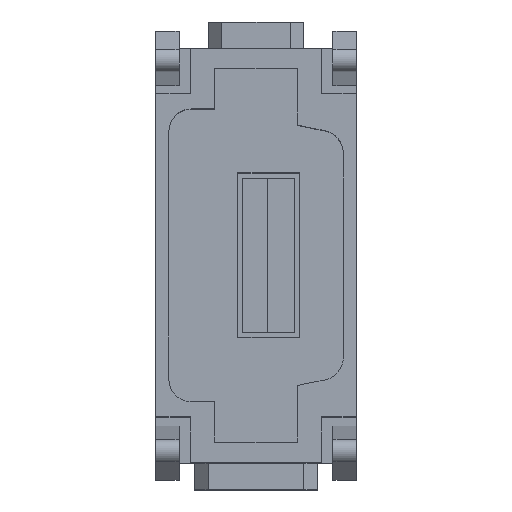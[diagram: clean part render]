
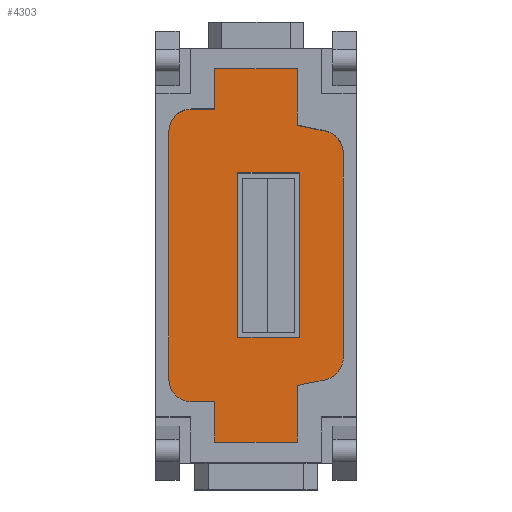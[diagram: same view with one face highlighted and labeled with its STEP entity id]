
A CAD part, top view. The second image highlights one B-rep face of the part: STEP entity #4303.
In plain terms, the highlighted planar face has unit normal (0, 0, 1).
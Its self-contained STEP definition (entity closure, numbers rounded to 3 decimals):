
#4303=ADVANCED_FACE('',(#7664,#7665),#4876,.F.);
#4876=PLANE('',#15313);
#5462=LINE('',#19254,#6614);
#5545=LINE('',#19457,#6697);
#5608=LINE('',#19606,#6760);
#5612=LINE('',#19618,#6764);
#5615=LINE('',#19624,#6767);
#5620=LINE('',#19639,#6772);
#5624=LINE('',#19651,#6776);
#5627=LINE('',#19657,#6779);
#5632=LINE('',#19667,#6784);
#5634=LINE('',#19670,#6786);
#5635=LINE('',#19672,#6787);
#5640=LINE('',#19682,#6792);
#5642=LINE('',#19685,#6794);
#5643=LINE('',#19687,#6795);
#5645=LINE('',#19690,#6797);
#5646=LINE('',#19692,#6798);
#5647=LINE('',#19694,#6799);
#5648=LINE('',#19696,#6800);
#6614=VECTOR('',#16231,1.);
#6697=VECTOR('',#16370,1.);
#6760=VECTOR('',#16505,1.);
#6764=VECTOR('',#16517,1.);
#6767=VECTOR('',#16522,1.);
#6772=VECTOR('',#16535,1.);
#6776=VECTOR('',#16547,1.);
#6779=VECTOR('',#16552,1.);
#6784=VECTOR('',#16559,1.);
#6786=VECTOR('',#16563,1.);
#6787=VECTOR('',#16566,1.);
#6792=VECTOR('',#16573,1.);
#6794=VECTOR('',#16577,1.);
#6795=VECTOR('',#16580,1.);
#6797=VECTOR('',#16584,1.);
#6798=VECTOR('',#16585,1.);
#6799=VECTOR('',#16586,1.);
#6800=VECTOR('',#16587,1.);
#7664=FACE_BOUND('',#7843,.T.);
#7665=FACE_BOUND('',#7844,.T.);
#7843=EDGE_LOOP('',(#8864,#8865,#8866,#8867,#8868,#8869));
#7844=EDGE_LOOP('',(#8870,#8871,#8872,#8873,#8874,#8875,#8876,#8877,#8878,
#8879,#8880,#8881,#8882,#8883,#8884,#8885));
#8864=ORIENTED_EDGE('',*,*,#12928,.F.);
#8865=ORIENTED_EDGE('',*,*,#13044,.F.);
#8866=ORIENTED_EDGE('',*,*,#13045,.F.);
#8867=ORIENTED_EDGE('',*,*,#13046,.F.);
#8868=ORIENTED_EDGE('',*,*,#13047,.F.);
#8869=ORIENTED_EDGE('',*,*,#12825,.F.);
#8870=ORIENTED_EDGE('',*,*,#12997,.F.);
#8871=ORIENTED_EDGE('',*,*,#13001,.F.);
#8872=ORIENTED_EDGE('',*,*,#13004,.T.);
#8873=ORIENTED_EDGE('',*,*,#13007,.T.);
#8874=ORIENTED_EDGE('',*,*,#13041,.T.);
#8875=ORIENTED_EDGE('',*,*,#13039,.F.);
#8876=ORIENTED_EDGE('',*,*,#13034,.T.);
#8877=ORIENTED_EDGE('',*,*,#13010,.T.);
#8878=ORIENTED_EDGE('',*,*,#13014,.T.);
#8879=ORIENTED_EDGE('',*,*,#13017,.F.);
#8880=ORIENTED_EDGE('',*,*,#13020,.T.);
#8881=ORIENTED_EDGE('',*,*,#13023,.T.);
#8882=ORIENTED_EDGE('',*,*,#13033,.T.);
#8883=ORIENTED_EDGE('',*,*,#13031,.F.);
#8884=ORIENTED_EDGE('',*,*,#13026,.F.);
#8885=ORIENTED_EDGE('',*,*,#13042,.T.);
#11750=VERTEX_POINT('',#19255);
#11751=VERTEX_POINT('',#19256);
#11841=VERTEX_POINT('',#19456);
#11886=VERTEX_POINT('',#19595);
#11888=VERTEX_POINT('',#19598);
#11891=VERTEX_POINT('',#19605);
#11893=VERTEX_POINT('',#19611);
#11894=VERTEX_POINT('',#19616);
#11896=VERTEX_POINT('',#19622);
#11898=VERTEX_POINT('',#19625);
#11900=VERTEX_POINT('',#19631);
#11903=VERTEX_POINT('',#19638);
#11904=VERTEX_POINT('',#19643);
#11906=VERTEX_POINT('',#19649);
#11909=VERTEX_POINT('',#19656);
#11910=VERTEX_POINT('',#19658);
#11912=VERTEX_POINT('',#19664);
#11914=VERTEX_POINT('',#19673);
#11916=VERTEX_POINT('',#19679);
#11918=VERTEX_POINT('',#19691);
#11919=VERTEX_POINT('',#19693);
#11920=VERTEX_POINT('',#19695);
#12825=EDGE_CURVE('',#11750,#11751,#5462,.T.);
#12928=EDGE_CURVE('',#11841,#11750,#5545,.T.);
#12997=EDGE_CURVE('',#11886,#11888,#14324,.T.);
#13001=EDGE_CURVE('',#11891,#11886,#5608,.T.);
#13004=EDGE_CURVE('',#11891,#11893,#14326,.T.);
#13007=EDGE_CURVE('',#11893,#11894,#5612,.T.);
#13010=EDGE_CURVE('',#11898,#11896,#5615,.T.);
#13014=EDGE_CURVE('',#11896,#11900,#14328,.T.);
#13017=EDGE_CURVE('',#11903,#11900,#5620,.T.);
#13020=EDGE_CURVE('',#11903,#11904,#14330,.T.);
#13023=EDGE_CURVE('',#11904,#11906,#5624,.T.);
#13026=EDGE_CURVE('',#11909,#11910,#5627,.T.);
#13031=EDGE_CURVE('',#11910,#11912,#5632,.T.);
#13033=EDGE_CURVE('',#11906,#11912,#5634,.T.);
#13034=EDGE_CURVE('',#11914,#11898,#5635,.T.);
#13039=EDGE_CURVE('',#11914,#11916,#5640,.T.);
#13041=EDGE_CURVE('',#11894,#11916,#5642,.T.);
#13042=EDGE_CURVE('',#11909,#11888,#5643,.T.);
#13044=EDGE_CURVE('',#11918,#11841,#5645,.T.);
#13045=EDGE_CURVE('',#11919,#11918,#5646,.T.);
#13046=EDGE_CURVE('',#11920,#11919,#5647,.T.);
#13047=EDGE_CURVE('',#11751,#11920,#5648,.T.);
#14324=CIRCLE('',#15289,1.65);
#14326=CIRCLE('',#15293,1.65);
#14328=CIRCLE('',#15298,1.65);
#14330=CIRCLE('',#15302,1.65);
#15289=AXIS2_PLACEMENT_3D('',#19597,#16497,#16498);
#15293=AXIS2_PLACEMENT_3D('',#19612,#16510,#16511);
#15298=AXIS2_PLACEMENT_3D('',#19633,#16528,#16529);
#15302=AXIS2_PLACEMENT_3D('',#19645,#16540,#16541);
#15313=AXIS2_PLACEMENT_3D('',#19697,#16588,#16589);
#16231=DIRECTION('',(0.,-1.,0.));
#16370=DIRECTION('',(-1.,0.,0.));
#16497=DIRECTION('',(0.,0.,-1.));
#16498=DIRECTION('',(-1.,0.,0.));
#16505=DIRECTION('',(0.,1.,0.));
#16510=DIRECTION('',(0.,0.,1.));
#16511=DIRECTION('',(-1.,0.,0.));
#16517=DIRECTION('',(1.,0.,0.));
#16522=DIRECTION('',(0.98,0.199,0.));
#16528=DIRECTION('',(0.,0.,1.));
#16529=DIRECTION('',(0.199,-0.98,0.));
#16535=DIRECTION('',(0.,-1.,0.));
#16540=DIRECTION('',(0.,0.,1.));
#16541=DIRECTION('',(1.,0.,0.));
#16547=DIRECTION('',(-0.98,0.199,0.));
#16552=DIRECTION('',(0.,1.,0.));
#16559=DIRECTION('',(1.,0.,0.));
#16563=DIRECTION('',(0.,1.,0.));
#16566=DIRECTION('',(0.,1.,0.));
#16573=DIRECTION('',(-1.,0.,0.));
#16577=DIRECTION('',(0.,-1.,0.));
#16580=DIRECTION('',(-1.,0.,0.));
#16584=DIRECTION('',(0.,1.,0.));
#16585=DIRECTION('',(0.,1.,0.));
#16586=DIRECTION('',(1.,0.,0.));
#16587=DIRECTION('',(0.,-1.,0.));
#16588=DIRECTION('',(0.,0.,-1.));
#16589=DIRECTION('',(-1.,0.,0.));
#19254=CARTESIAN_POINT('',(-1.325,5.65,17.5));
#19255=CARTESIAN_POINT('',(-1.325,6.1,17.5));
#19256=CARTESIAN_POINT('',(-1.325,6.,17.5));
#19456=CARTESIAN_POINT('',(3.175,6.1,17.5));
#19457=CARTESIAN_POINT('',(3.275,6.1,17.5));
#19595=CARTESIAN_POINT('',(-6.375,9.05,17.5));
#19597=CARTESIAN_POINT('',(-4.725,9.05,17.5));
#19598=CARTESIAN_POINT('',(-4.725,10.7,17.5));
#19605=CARTESIAN_POINT('',(-6.375,-9.05,17.5));
#19606=CARTESIAN_POINT('',(-6.375,-9.05,17.5));
#19611=CARTESIAN_POINT('',(-4.725,-10.7,17.5));
#19612=CARTESIAN_POINT('',(-4.725,-9.05,17.5));
#19616=CARTESIAN_POINT('',(-3.025,-10.7,17.5));
#19618=CARTESIAN_POINT('',(-4.725,-10.7,17.5));
#19622=CARTESIAN_POINT('',(5.054,-9.1,17.5));
#19624=CARTESIAN_POINT('',(3.025,-9.513,17.5));
#19625=CARTESIAN_POINT('',(3.025,-9.513,17.5));
#19631=CARTESIAN_POINT('',(6.375,-7.483,17.5));
#19633=CARTESIAN_POINT('',(4.725,-7.483,17.5));
#19638=CARTESIAN_POINT('',(6.375,7.483,17.5));
#19639=CARTESIAN_POINT('',(6.375,7.483,17.5));
#19643=CARTESIAN_POINT('',(5.054,9.1,17.5));
#19645=CARTESIAN_POINT('',(4.725,7.483,17.5));
#19649=CARTESIAN_POINT('',(3.025,9.513,17.5));
#19651=CARTESIAN_POINT('',(5.054,9.1,17.5));
#19656=CARTESIAN_POINT('',(-3.025,10.7,17.5));
#19657=CARTESIAN_POINT('',(-3.025,10.7,17.5));
#19658=CARTESIAN_POINT('',(-3.025,13.65,17.5));
#19664=CARTESIAN_POINT('',(3.025,13.65,17.5));
#19667=CARTESIAN_POINT('',(-3.025,13.65,17.5));
#19670=CARTESIAN_POINT('',(3.025,9.513,17.5));
#19672=CARTESIAN_POINT('',(3.025,-13.65,17.5));
#19673=CARTESIAN_POINT('',(3.025,-13.65,17.5));
#19679=CARTESIAN_POINT('',(-3.025,-13.65,17.5));
#19682=CARTESIAN_POINT('',(3.025,-13.65,17.5));
#19685=CARTESIAN_POINT('',(-3.025,-10.7,17.5));
#19687=CARTESIAN_POINT('',(-3.025,10.7,17.5));
#19690=CARTESIAN_POINT('',(3.175,-5.65,17.5));
#19691=CARTESIAN_POINT('',(3.175,6.,17.5));
#19692=CARTESIAN_POINT('',(3.175,-5.65,17.5));
#19693=CARTESIAN_POINT('',(3.175,-6.,17.5));
#19694=CARTESIAN_POINT('',(-2.175,-6.,17.5));
#19695=CARTESIAN_POINT('',(-1.325,-6.,17.5));
#19696=CARTESIAN_POINT('',(-1.325,5.65,17.5));
#19697=CARTESIAN_POINT('',(7.012,-15.015,17.5));
